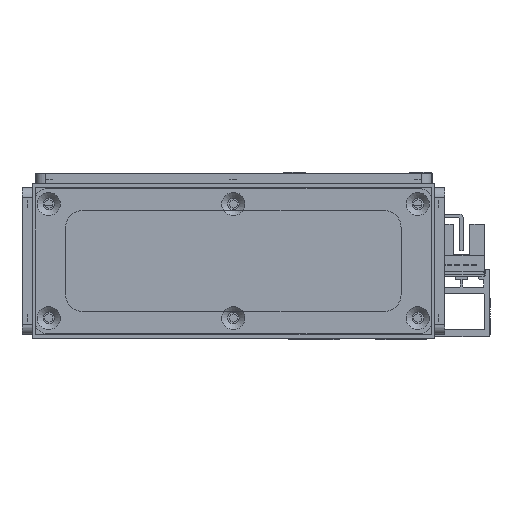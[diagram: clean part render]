
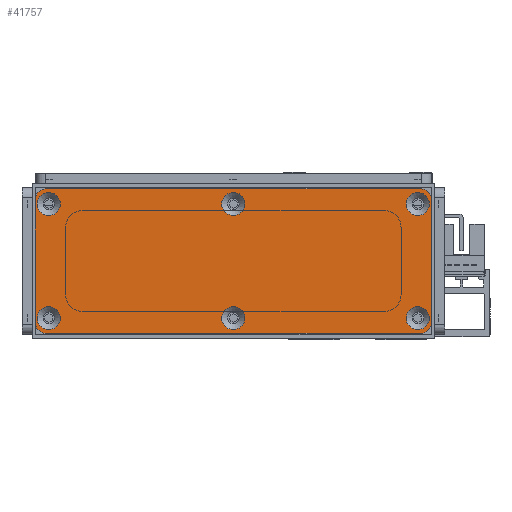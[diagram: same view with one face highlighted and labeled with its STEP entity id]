
A CAD part, front view. The second image highlights one B-rep face of the part: STEP entity #41757.
In plain terms, the highlighted face is planar.
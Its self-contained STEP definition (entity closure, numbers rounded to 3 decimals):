
#761=FACE_BOUND('',#7667,.T.);
#762=FACE_BOUND('',#7668,.T.);
#763=FACE_BOUND('',#7669,.T.);
#764=FACE_BOUND('',#7670,.T.);
#765=FACE_BOUND('',#7671,.T.);
#766=FACE_BOUND('',#7672,.T.);
#2441=PLANE('',#45235);
#5048=FACE_OUTER_BOUND('',#7666,.T.);
#7666=EDGE_LOOP('',(#38947,#38948,#38949,#38950,#38951,#38952,#38953,#38954));
#7667=EDGE_LOOP('',(#38955));
#7668=EDGE_LOOP('',(#38956));
#7669=EDGE_LOOP('',(#38957));
#7670=EDGE_LOOP('',(#38958));
#7671=EDGE_LOOP('',(#38959));
#7672=EDGE_LOOP('',(#38960));
#12241=LINE('',#69225,#16894);
#12245=LINE('',#69237,#16898);
#12249=LINE('',#69249,#16902);
#12253=LINE('',#69259,#16906);
#16894=VECTOR('',#55888,10.);
#16898=VECTOR('',#55900,10.);
#16902=VECTOR('',#55912,10.);
#16906=VECTOR('',#55924,10.);
#18116=CIRCLE('',#45189,3.45);
#18119=CIRCLE('',#45194,3.45);
#18122=CIRCLE('',#45199,3.45);
#18125=CIRCLE('',#45204,3.45);
#18128=CIRCLE('',#45209,3.45);
#18131=CIRCLE('',#45214,3.45);
#18135=CIRCLE('',#45220,3.);
#18137=CIRCLE('',#45224,3.);
#18139=CIRCLE('',#45228,3.);
#18141=CIRCLE('',#45232,3.);
#21860=VERTEX_POINT('',#69153);
#21863=VERTEX_POINT('',#69163);
#21866=VERTEX_POINT('',#69173);
#21869=VERTEX_POINT('',#69183);
#21872=VERTEX_POINT('',#69193);
#21875=VERTEX_POINT('',#69203);
#21880=VERTEX_POINT('',#69216);
#21881=VERTEX_POINT('',#69218);
#21883=VERTEX_POINT('',#69224);
#21885=VERTEX_POINT('',#69230);
#21887=VERTEX_POINT('',#69236);
#21889=VERTEX_POINT('',#69242);
#21891=VERTEX_POINT('',#69248);
#21893=VERTEX_POINT('',#69254);
#27564=EDGE_CURVE('',#21860,#21860,#18116,.T.);
#27569=EDGE_CURVE('',#21863,#21863,#18119,.T.);
#27574=EDGE_CURVE('',#21866,#21866,#18122,.T.);
#27579=EDGE_CURVE('',#21869,#21869,#18125,.T.);
#27584=EDGE_CURVE('',#21872,#21872,#18128,.T.);
#27589=EDGE_CURVE('',#21875,#21875,#18131,.T.);
#27596=EDGE_CURVE('',#21881,#21880,#18135,.T.);
#27599=EDGE_CURVE('',#21883,#21881,#12241,.T.);
#27602=EDGE_CURVE('',#21885,#21883,#18137,.T.);
#27605=EDGE_CURVE('',#21887,#21885,#12245,.T.);
#27608=EDGE_CURVE('',#21889,#21887,#18139,.T.);
#27611=EDGE_CURVE('',#21891,#21889,#12249,.T.);
#27614=EDGE_CURVE('',#21893,#21891,#18141,.T.);
#27617=EDGE_CURVE('',#21880,#21893,#12253,.T.);
#38947=ORIENTED_EDGE('',*,*,#27617,.T.);
#38948=ORIENTED_EDGE('',*,*,#27614,.T.);
#38949=ORIENTED_EDGE('',*,*,#27611,.T.);
#38950=ORIENTED_EDGE('',*,*,#27608,.T.);
#38951=ORIENTED_EDGE('',*,*,#27605,.T.);
#38952=ORIENTED_EDGE('',*,*,#27602,.T.);
#38953=ORIENTED_EDGE('',*,*,#27599,.T.);
#38954=ORIENTED_EDGE('',*,*,#27596,.T.);
#38955=ORIENTED_EDGE('',*,*,#27564,.T.);
#38956=ORIENTED_EDGE('',*,*,#27569,.T.);
#38957=ORIENTED_EDGE('',*,*,#27574,.T.);
#38958=ORIENTED_EDGE('',*,*,#27579,.T.);
#38959=ORIENTED_EDGE('',*,*,#27584,.T.);
#38960=ORIENTED_EDGE('',*,*,#27589,.T.);
#41757=ADVANCED_FACE('',(#5048,#761,#762,#763,#764,#765,#766),#2441,.T.);
#45189=AXIS2_PLACEMENT_3D('',#69154,#55807,#55808);
#45194=AXIS2_PLACEMENT_3D('',#69164,#55819,#55820);
#45199=AXIS2_PLACEMENT_3D('',#69174,#55831,#55832);
#45204=AXIS2_PLACEMENT_3D('',#69184,#55843,#55844);
#45209=AXIS2_PLACEMENT_3D('',#69194,#55855,#55856);
#45214=AXIS2_PLACEMENT_3D('',#69204,#55867,#55868);
#45220=AXIS2_PLACEMENT_3D('',#69219,#55882,#55883);
#45224=AXIS2_PLACEMENT_3D('',#69231,#55894,#55895);
#45228=AXIS2_PLACEMENT_3D('',#69243,#55906,#55907);
#45232=AXIS2_PLACEMENT_3D('',#69255,#55918,#55919);
#45235=AXIS2_PLACEMENT_3D('',#69261,#55927,#55928);
#55807=DIRECTION('center_axis',(0.,0.,-1.));
#55808=DIRECTION('ref_axis',(1.,0.,0.));
#55819=DIRECTION('center_axis',(0.,0.,-1.));
#55820=DIRECTION('ref_axis',(1.,0.,0.));
#55831=DIRECTION('center_axis',(0.,0.,-1.));
#55832=DIRECTION('ref_axis',(1.,0.,0.));
#55843=DIRECTION('center_axis',(0.,0.,-1.));
#55844=DIRECTION('ref_axis',(1.,0.,0.));
#55855=DIRECTION('center_axis',(0.,0.,-1.));
#55856=DIRECTION('ref_axis',(1.,0.,0.));
#55867=DIRECTION('center_axis',(0.,0.,-1.));
#55868=DIRECTION('ref_axis',(1.,0.,0.));
#55882=DIRECTION('center_axis',(0.,0.,1.));
#55883=DIRECTION('ref_axis',(-1.,0.,0.));
#55888=DIRECTION('',(0.,1.,0.));
#55894=DIRECTION('center_axis',(0.,0.,1.));
#55895=DIRECTION('ref_axis',(0.,1.,0.));
#55900=DIRECTION('',(1.,0.,0.));
#55906=DIRECTION('center_axis',(0.,0.,1.));
#55907=DIRECTION('ref_axis',(1.,0.,0.));
#55912=DIRECTION('',(0.,-1.,0.));
#55918=DIRECTION('center_axis',(0.,0.,1.));
#55919=DIRECTION('ref_axis',(0.,-1.,0.));
#55924=DIRECTION('',(-1.,0.,0.));
#55927=DIRECTION('center_axis',(0.,0.,1.));
#55928=DIRECTION('ref_axis',(1.,0.,0.));
#69153=CARTESIAN_POINT('',(110.55,4.5,3.));
#69154=CARTESIAN_POINT('Origin',(114.,4.5,3.));
#69163=CARTESIAN_POINT('',(55.55,38.5,3.));
#69164=CARTESIAN_POINT('Origin',(59.,38.5,3.));
#69173=CARTESIAN_POINT('',(55.55,4.5,3.));
#69174=CARTESIAN_POINT('Origin',(59.,4.5,3.));
#69183=CARTESIAN_POINT('',(0.55,38.5,3.));
#69184=CARTESIAN_POINT('Origin',(4.,38.5,3.));
#69193=CARTESIAN_POINT('',(110.55,38.5,3.));
#69194=CARTESIAN_POINT('Origin',(114.,38.5,3.));
#69203=CARTESIAN_POINT('',(0.55,4.5,3.));
#69204=CARTESIAN_POINT('Origin',(4.,4.5,3.));
#69216=CARTESIAN_POINT('',(115.,43.,3.));
#69218=CARTESIAN_POINT('',(118.,40.,3.));
#69219=CARTESIAN_POINT('Origin',(115.,40.,3.));
#69224=CARTESIAN_POINT('',(118.,3.,3.));
#69225=CARTESIAN_POINT('',(118.,40.,3.));
#69230=CARTESIAN_POINT('',(115.,0.,3.));
#69231=CARTESIAN_POINT('Origin',(115.,3.,3.));
#69236=CARTESIAN_POINT('',(3.,0.,3.));
#69237=CARTESIAN_POINT('',(115.,0.,3.));
#69242=CARTESIAN_POINT('',(0.,3.,3.));
#69243=CARTESIAN_POINT('Origin',(3.,3.,3.));
#69248=CARTESIAN_POINT('',(0.,40.,3.));
#69249=CARTESIAN_POINT('',(0.,3.,3.));
#69254=CARTESIAN_POINT('',(3.,43.,3.));
#69255=CARTESIAN_POINT('Origin',(3.,40.,3.));
#69259=CARTESIAN_POINT('',(3.,43.,3.));
#69261=CARTESIAN_POINT('Origin',(59.,21.5,3.));
